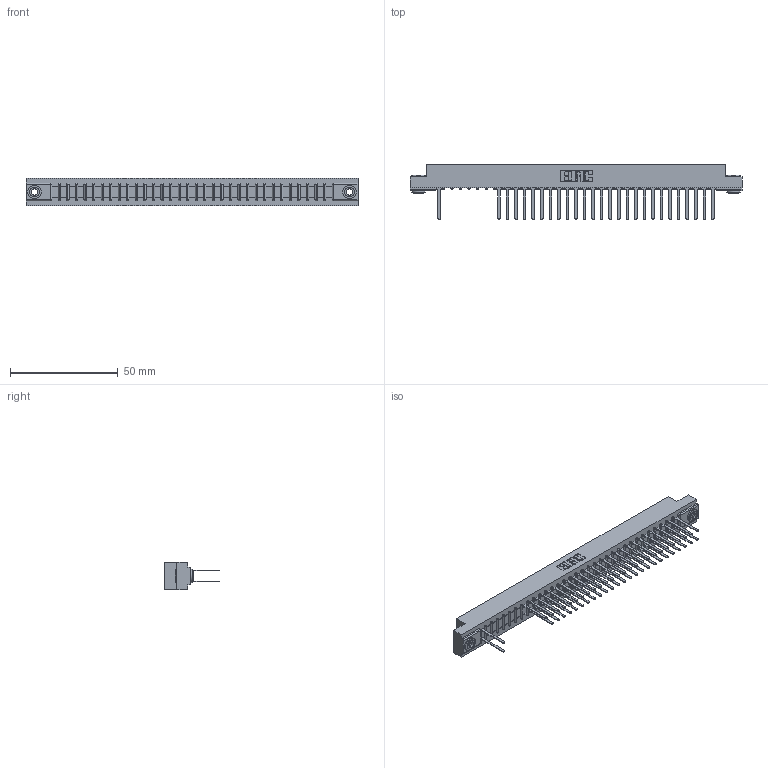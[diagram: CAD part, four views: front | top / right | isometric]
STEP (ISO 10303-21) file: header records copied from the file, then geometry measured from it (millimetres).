
FILE_DESCRIPTION (( 'STEP AP203' ), '1' );
FILE_NAME ('307-066-542-203.STEP', '2018-08-06T11:08:54', ( '' ), ( '' ), 'SwSTEP 2.0', 'SolidWorks 2016', '' );
FILE_SCHEMA (( 'CONFIG_CONTROL_DESIGN' ));
Length unit declared in the file: inch
Products named in the file (4): 307 Part_.156 Dia Mounting Holes; 307-290-001_542; 345-250-002_345-250-002-102; 307-066-542-203
Assembly tree (56 placements, depth 2):
  307-066-542-203
    307 Part_.156 Dia Mounting Holes
    307-290-001_542  x53
    345-250-002_345-250-002-102  x2
Bounding box: 153.77 x 25.43 x 12.7 mm (x, y, z)
Volume: 16323.4 mm3; surface area: 20092.2 mm2
Topology: 56 solids, 56 shells, 2772 faces, 7741 edges, 4994 vertices
Faces by surface type: plane 1815, cylinder 881, sphere 68, cone 8
Entity records: 31073 total; most frequent: CARTESIAN_POINT 5121, ORIENTED_EDGE 5078, DIRECTION 5021, EDGE_CURVE 2539, VECTOR 1937, LINE 1937, VERTEX_POINT 1642, AXIS2_PLACEMENT_3D 1542
